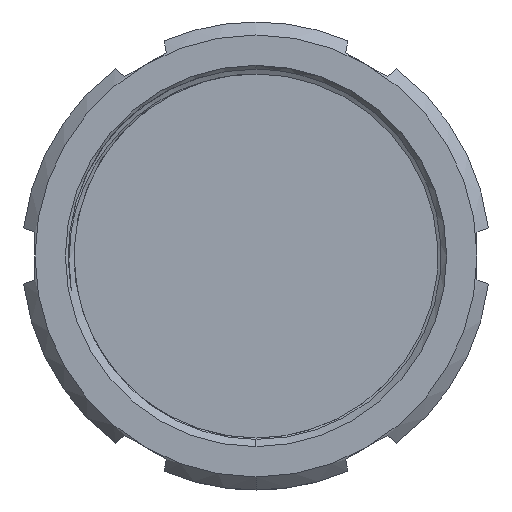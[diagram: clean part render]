
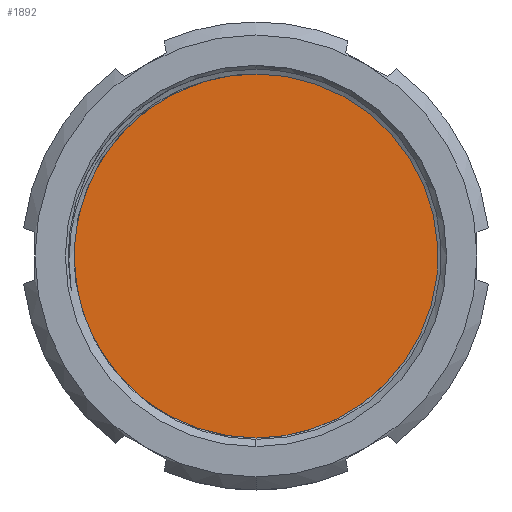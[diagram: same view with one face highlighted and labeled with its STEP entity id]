
A CAD part, left-side view. The second image highlights one B-rep face of the part: STEP entity #1892.
In plain terms, the highlighted planar face has unit normal (-1, 0, 0).
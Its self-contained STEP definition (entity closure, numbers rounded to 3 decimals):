
#193 = AXIS2_PLACEMENT_3D ( 'NONE', #1271, #2810, #3756 ) ;
#263 = VERTEX_POINT ( 'NONE', #2496 ) ;
#277 = EDGE_CURVE ( 'NONE', #263, #2430, #2938, .T. ) ;
#293 = DIRECTION ( 'NONE',  ( -1., 0., 0. ) ) ;
#508 = AXIS2_PLACEMENT_3D ( 'NONE', #2217, #293, #3823 ) ;
#524 = CARTESIAN_POINT ( 'NONE',  ( 8.38, 0., 0. ) ) ;
#604 = AXIS2_PLACEMENT_3D ( 'NONE', #524, #3765, #839 ) ;
#839 = DIRECTION ( 'NONE',  ( 0., 0., 1. ) ) ;
#941 = ORIENTED_EDGE ( 'NONE', *, *, #277, .T. ) ;
#1245 = ORIENTED_EDGE ( 'NONE', *, *, #1617, .T. ) ;
#1271 = CARTESIAN_POINT ( 'NONE',  ( 8.38, 21.5, 0. ) ) ;
#1617 = EDGE_CURVE ( 'NONE', #2430, #263, #3649, .T. ) ;
#1892 = ADVANCED_FACE ( 'NONE', ( #4155 ), #2511, .F. ) ;
#2217 = CARTESIAN_POINT ( 'NONE',  ( 8.38, 0., 0. ) ) ;
#2323 = EDGE_LOOP ( 'NONE', ( #941, #1245 ) ) ;
#2430 = VERTEX_POINT ( 'NONE', #3645 ) ;
#2496 = CARTESIAN_POINT ( 'NONE',  ( 8.38, 0., 21.5 ) ) ;
#2511 = PLANE ( 'NONE',  #193 ) ;
#2810 = DIRECTION ( 'NONE',  ( 1., 0., 0. ) ) ;
#2938 = CIRCLE ( 'NONE', #508, 21.5 ) ;
#3645 = CARTESIAN_POINT ( 'NONE',  ( 8.38, 0., -21.5 ) ) ;
#3649 = CIRCLE ( 'NONE', #604, 21.5 ) ;
#3756 = DIRECTION ( 'NONE',  ( 0., 0., -1. ) ) ;
#3765 = DIRECTION ( 'NONE',  ( -1., 0., 0. ) ) ;
#3823 = DIRECTION ( 'NONE',  ( 0., 0., 1. ) ) ;
#4155 = FACE_OUTER_BOUND ( 'NONE', #2323, .T. ) ;
